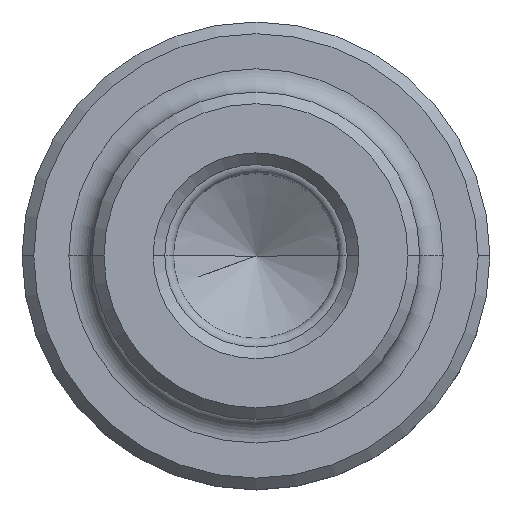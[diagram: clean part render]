
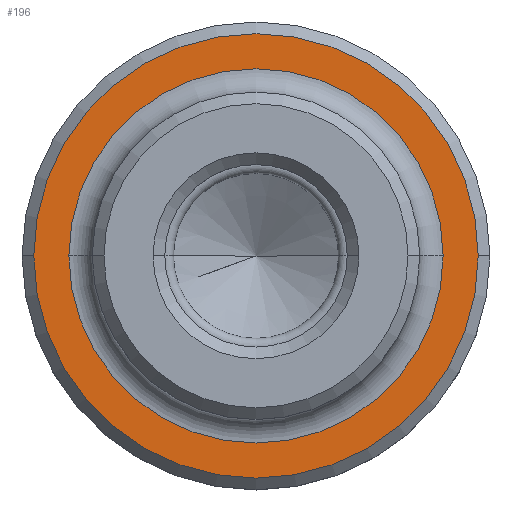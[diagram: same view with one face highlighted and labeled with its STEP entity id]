
A CAD part, top view. The second image highlights one B-rep face of the part: STEP entity #196.
In plain terms, the highlighted planar face has unit normal (0, 0, 1).
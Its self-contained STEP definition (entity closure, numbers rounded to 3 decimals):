
#196=ADVANCED_FACE('',(#482,#483),#484,.T.);
#252=VERTEX_POINT('',#545);
#256=VERTEX_POINT('',#549);
#258=EDGE_CURVE('',#252,#256,#551,.T.);
#264=VERTEX_POINT('',#557);
#272=VERTEX_POINT('',#565);
#276=EDGE_CURVE('',#264,#272,#569,.T.);
#378=EDGE_CURVE('',#272,#264,#671,.T.);
#380=EDGE_CURVE('',#256,#252,#673,.T.);
#482=FACE_OUTER_BOUND('',#765,.T.);
#483=FACE_BOUND('',#766,.T.);
#484=PLANE('',#767);
#545=CARTESIAN_POINT('',(-19.,0.,3.4));
#549=CARTESIAN_POINT('',(19.,0.,3.4));
#551=CIRCLE('',#854,19.0);
#557=CARTESIAN_POINT('',(-16.,0.,3.4));
#565=CARTESIAN_POINT('',(16.,0.,3.4));
#569=CIRCLE('',#878,16.0);
#671=CIRCLE('',#1028,16.0);
#673=CIRCLE('',#1031,19.0);
#765=EDGE_LOOP('',(#1240,#1241));
#766=EDGE_LOOP('',(#1242,#1243));
#767=AXIS2_PLACEMENT_3D('',#1244,#1245,#1246);
#854=AXIS2_PLACEMENT_3D('',#1311,#1312,#1313);
#878=AXIS2_PLACEMENT_3D('',#1324,#1325,#1326);
#1028=AXIS2_PLACEMENT_3D('',#1398,#1399,#1400);
#1031=AXIS2_PLACEMENT_3D('',#1401,#1402,#1403);
#1240=ORIENTED_EDGE('',*,*,#258,.F.);
#1241=ORIENTED_EDGE('',*,*,#380,.F.);
#1242=ORIENTED_EDGE('',*,*,#276,.T.);
#1243=ORIENTED_EDGE('',*,*,#378,.T.);
#1244=CARTESIAN_POINT('',(-17.5,0.,3.4));
#1245=DIRECTION('',(0.0,0.0,1.0));
#1246=DIRECTION('',(1.0,-0.0,0.0));
#1311=CARTESIAN_POINT('',(0.,0.,3.4));
#1312=DIRECTION('',(-0.0,0.0,-1.0));
#1313=DIRECTION('',(-1.0,0.,0.0));
#1324=CARTESIAN_POINT('',(0.,0.,3.4));
#1325=DIRECTION('',(-0.0,0.0,-1.0));
#1326=DIRECTION('',(-1.0,0.,0.0));
#1398=CARTESIAN_POINT('',(0.,0.,3.4));
#1399=DIRECTION('',(-0.0,0.0,-1.0));
#1400=DIRECTION('',(-1.0,0.,0.0));
#1401=CARTESIAN_POINT('',(0.,0.,3.4));
#1402=DIRECTION('',(-0.0,0.0,-1.0));
#1403=DIRECTION('',(-1.0,0.,0.0));
